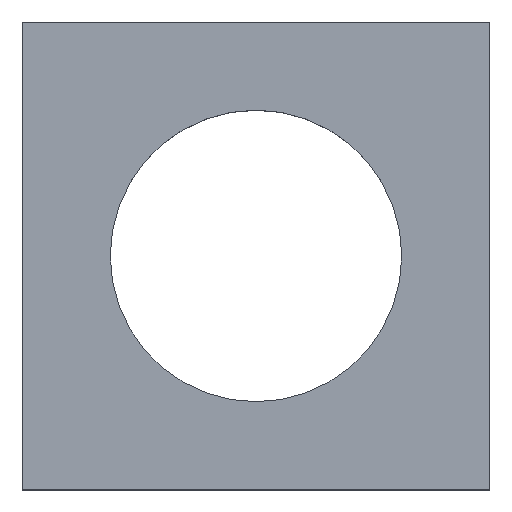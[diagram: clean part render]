
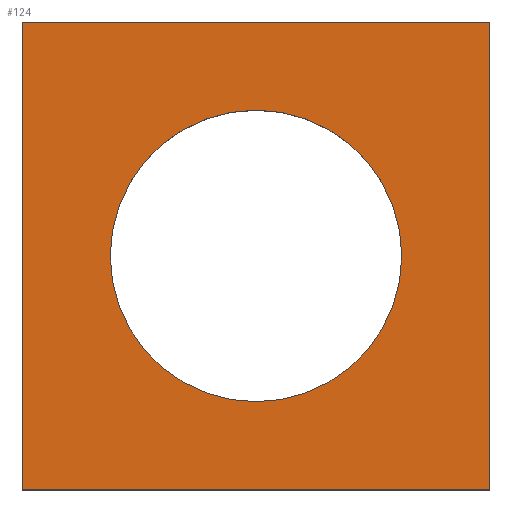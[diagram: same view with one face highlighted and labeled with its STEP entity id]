
A CAD part, top view. The second image highlights one B-rep face of the part: STEP entity #124.
In plain terms, the highlighted planar face has unit normal (0, 0, 1).
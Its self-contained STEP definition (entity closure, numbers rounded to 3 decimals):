
#15=FACE_BOUND('',#32,.T.);
#17=PLANE('',#147);
#24=FACE_OUTER_BOUND('',#31,.T.);
#31=EDGE_LOOP('',(#96,#97,#98,#99));
#32=EDGE_LOOP('',(#100));
#40=LINE('',#196,#53);
#41=LINE('',#198,#54);
#42=LINE('',#200,#55);
#43=LINE('',#201,#56);
#53=VECTOR('',#164,1.);
#54=VECTOR('',#165,1.);
#55=VECTOR('',#166,1.);
#56=VECTOR('',#167,1.);
#66=CIRCLE('',#146,4.05);
#68=VERTEX_POINT('',#190);
#69=VERTEX_POINT('',#194);
#70=VERTEX_POINT('',#195);
#71=VERTEX_POINT('',#197);
#72=VERTEX_POINT('',#199);
#79=EDGE_CURVE('',#68,#68,#66,.T.);
#80=EDGE_CURVE('',#69,#70,#40,.T.);
#81=EDGE_CURVE('',#70,#71,#41,.T.);
#82=EDGE_CURVE('',#71,#72,#42,.T.);
#83=EDGE_CURVE('',#72,#69,#43,.T.);
#96=ORIENTED_EDGE('',*,*,#80,.T.);
#97=ORIENTED_EDGE('',*,*,#81,.T.);
#98=ORIENTED_EDGE('',*,*,#82,.T.);
#99=ORIENTED_EDGE('',*,*,#83,.T.);
#100=ORIENTED_EDGE('',*,*,#79,.T.);
#124=ADVANCED_FACE('',(#24,#15),#17,.T.);
#146=AXIS2_PLACEMENT_3D('',#192,#160,#161);
#147=AXIS2_PLACEMENT_3D('',#193,#162,#163);
#160=DIRECTION('center_axis',(0.,0.,-1.));
#161=DIRECTION('ref_axis',(1.,0.,0.));
#162=DIRECTION('center_axis',(0.,0.,1.));
#163=DIRECTION('ref_axis',(1.,0.,0.));
#164=DIRECTION('',(0.,1.,0.));
#165=DIRECTION('',(-1.,0.,0.));
#166=DIRECTION('',(0.,-1.,0.));
#167=DIRECTION('',(1.,0.,0.));
#190=CARTESIAN_POINT('',(-4.05,0.,2.));
#192=CARTESIAN_POINT('Origin',(0.,0.,2.));
#193=CARTESIAN_POINT('Origin',(0.,0.,2.));
#194=CARTESIAN_POINT('',(6.5,-6.5,2.));
#195=CARTESIAN_POINT('',(6.5,6.5,2.));
#196=CARTESIAN_POINT('',(6.5,0.,2.));
#197=CARTESIAN_POINT('',(-6.5,6.5,2.));
#198=CARTESIAN_POINT('',(0.,6.5,2.));
#199=CARTESIAN_POINT('',(-6.5,-6.5,2.));
#200=CARTESIAN_POINT('',(-6.5,0.,2.));
#201=CARTESIAN_POINT('',(0.,-6.5,2.));
